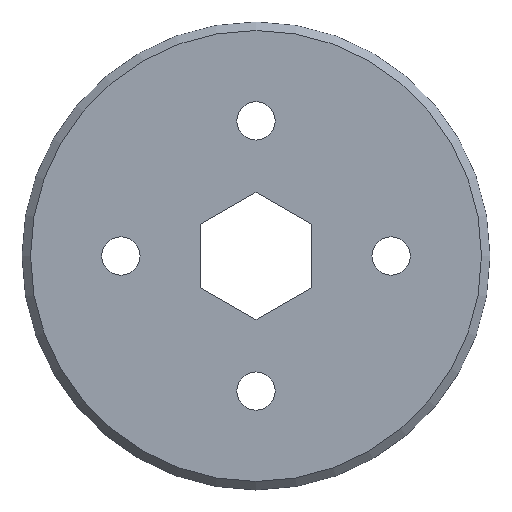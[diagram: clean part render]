
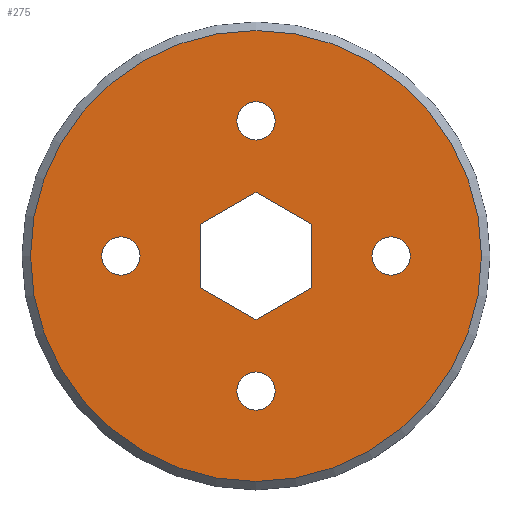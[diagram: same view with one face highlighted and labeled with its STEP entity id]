
A CAD part, top view. The second image highlights one B-rep face of the part: STEP entity #275.
In plain terms, the highlighted planar face has unit normal (0, 0, 1).
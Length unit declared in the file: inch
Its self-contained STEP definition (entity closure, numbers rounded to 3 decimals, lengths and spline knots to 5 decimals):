
#15=FACE_BOUND('',#55,.T.);
#16=FACE_BOUND('',#56,.T.);
#17=FACE_BOUND('',#57,.T.);
#18=FACE_BOUND('',#58,.T.);
#19=FACE_BOUND('',#59,.T.);
#25=PLANE('',#323);
#40=FACE_OUTER_BOUND('',#54,.T.);
#54=EDGE_LOOP('',(#218));
#55=EDGE_LOOP('',(#219));
#56=EDGE_LOOP('',(#220));
#57=EDGE_LOOP('',(#221));
#58=EDGE_LOOP('',(#222));
#59=EDGE_LOOP('',(#223,#224,#225,#226,#227,#228));
#78=LINE('',#449,#102);
#79=LINE('',#451,#103);
#80=LINE('',#453,#104);
#81=LINE('',#455,#105);
#82=LINE('',#457,#106);
#83=LINE('',#458,#107);
#102=VECTOR('',#377,0.3937);
#103=VECTOR('',#378,0.3937);
#104=VECTOR('',#379,0.3937);
#105=VECTOR('',#380,0.3937);
#106=VECTOR('',#381,0.3937);
#107=VECTOR('',#382,0.3937);
#120=CIRCLE('',#306,0.0885);
#122=CIRCLE('',#309,0.0885);
#124=CIRCLE('',#312,0.0885);
#126=CIRCLE('',#315,0.0885);
#130=CIRCLE('',#320,1.04331);
#132=VERTEX_POINT('',#411);
#134=VERTEX_POINT('',#417);
#136=VERTEX_POINT('',#423);
#138=VERTEX_POINT('',#429);
#142=VERTEX_POINT('',#439);
#144=VERTEX_POINT('',#447);
#145=VERTEX_POINT('',#448);
#146=VERTEX_POINT('',#450);
#147=VERTEX_POINT('',#452);
#148=VERTEX_POINT('',#454);
#149=VERTEX_POINT('',#456);
#156=EDGE_CURVE('',#132,#132,#120,.T.);
#159=EDGE_CURVE('',#134,#134,#122,.T.);
#162=EDGE_CURVE('',#136,#136,#124,.T.);
#165=EDGE_CURVE('',#138,#138,#126,.T.);
#171=EDGE_CURVE('',#142,#142,#130,.T.);
#174=EDGE_CURVE('',#144,#145,#78,.T.);
#175=EDGE_CURVE('',#146,#144,#79,.T.);
#176=EDGE_CURVE('',#147,#146,#80,.T.);
#177=EDGE_CURVE('',#148,#147,#81,.T.);
#178=EDGE_CURVE('',#149,#148,#82,.T.);
#179=EDGE_CURVE('',#145,#149,#83,.T.);
#218=ORIENTED_EDGE('',*,*,#171,.F.);
#219=ORIENTED_EDGE('',*,*,#156,.T.);
#220=ORIENTED_EDGE('',*,*,#159,.T.);
#221=ORIENTED_EDGE('',*,*,#162,.T.);
#222=ORIENTED_EDGE('',*,*,#165,.T.);
#223=ORIENTED_EDGE('',*,*,#174,.F.);
#224=ORIENTED_EDGE('',*,*,#175,.F.);
#225=ORIENTED_EDGE('',*,*,#176,.F.);
#226=ORIENTED_EDGE('',*,*,#177,.F.);
#227=ORIENTED_EDGE('',*,*,#178,.F.);
#228=ORIENTED_EDGE('',*,*,#179,.F.);
#275=ADVANCED_FACE('',(#40,#15,#16,#17,#18,#19),#25,.T.);
#306=AXIS2_PLACEMENT_3D('',#412,#335,#336);
#309=AXIS2_PLACEMENT_3D('',#418,#342,#343);
#312=AXIS2_PLACEMENT_3D('',#424,#349,#350);
#315=AXIS2_PLACEMENT_3D('',#430,#356,#357);
#320=AXIS2_PLACEMENT_3D('',#441,#368,#369);
#323=AXIS2_PLACEMENT_3D('',#446,#375,#376);
#335=DIRECTION('center_axis',(0.,0.,-1.));
#336=DIRECTION('ref_axis',(1.,0.,0.));
#342=DIRECTION('center_axis',(0.,0.,-1.));
#343=DIRECTION('ref_axis',(1.,0.,0.));
#349=DIRECTION('center_axis',(0.,0.,-1.));
#350=DIRECTION('ref_axis',(1.,0.,0.));
#356=DIRECTION('center_axis',(0.,0.,-1.));
#357=DIRECTION('ref_axis',(1.,0.,0.));
#368=DIRECTION('center_axis',(0.,0.,-1.));
#369=DIRECTION('ref_axis',(-1.,0.,0.));
#375=DIRECTION('center_axis',(0.,0.,1.));
#376=DIRECTION('ref_axis',(1.,0.,0.));
#377=DIRECTION('',(0.,1.,0.));
#378=DIRECTION('',(0.866,0.5,0.));
#379=DIRECTION('',(0.866,-0.5,0.));
#380=DIRECTION('',(0.,-1.,0.));
#381=DIRECTION('',(-0.866,-0.5,0.));
#382=DIRECTION('',(-0.866,0.5,0.));
#411=CARTESIAN_POINT('',(-0.0885,-0.625,0.07874));
#412=CARTESIAN_POINT('Origin',(0.,-0.625,0.07874));
#417=CARTESIAN_POINT('',(-0.0885,0.625,0.07874));
#418=CARTESIAN_POINT('Origin',(0.,0.625,0.07874));
#423=CARTESIAN_POINT('',(-0.7135,0.,0.07874));
#424=CARTESIAN_POINT('Origin',(-0.625,0.,0.07874));
#429=CARTESIAN_POINT('',(0.5365,0.,0.07874));
#430=CARTESIAN_POINT('Origin',(0.625,0.,0.07874));
#439=CARTESIAN_POINT('',(1.04331,0.,0.07874));
#441=CARTESIAN_POINT('Origin',(0.,0.,0.07874));
#446=CARTESIAN_POINT('Origin',(0.,0.,0.07874));
#447=CARTESIAN_POINT('',(0.255,-0.14722,0.07874));
#448=CARTESIAN_POINT('',(0.255,0.14722,0.07874));
#449=CARTESIAN_POINT('',(0.255,0.14722,0.07874));
#450=CARTESIAN_POINT('',(0.,-0.29445,0.07874));
#451=CARTESIAN_POINT('',(0.255,-0.14722,0.07874));
#452=CARTESIAN_POINT('',(-0.255,-0.14722,0.07874));
#453=CARTESIAN_POINT('',(0.,-0.29445,0.07874));
#454=CARTESIAN_POINT('',(-0.255,0.14722,0.07874));
#455=CARTESIAN_POINT('',(-0.255,-0.14722,0.07874));
#456=CARTESIAN_POINT('',(0.,0.29445,0.07874));
#457=CARTESIAN_POINT('',(-0.255,0.14722,0.07874));
#458=CARTESIAN_POINT('',(0.,0.29445,0.07874));
